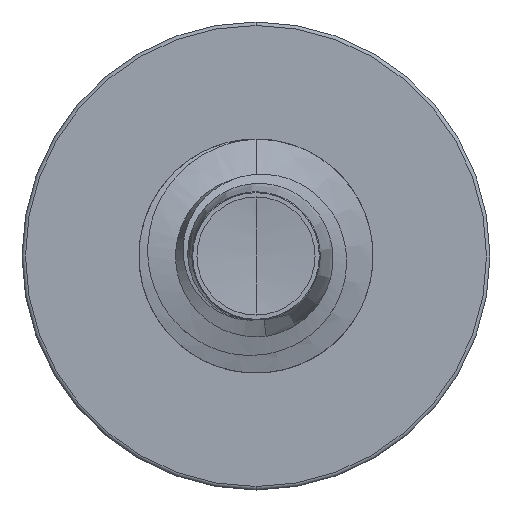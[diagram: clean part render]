
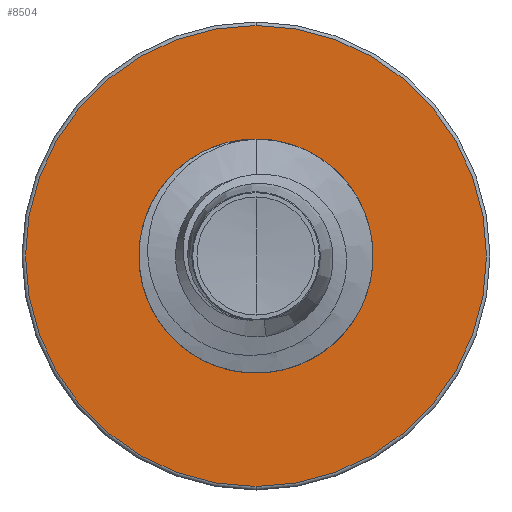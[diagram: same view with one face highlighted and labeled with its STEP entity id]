
A CAD part, front view. The second image highlights one B-rep face of the part: STEP entity #8504.
In plain terms, the highlighted planar face has unit normal (0, -1, 0).
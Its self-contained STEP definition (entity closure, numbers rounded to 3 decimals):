
#844 = CARTESIAN_POINT ( 'NONE',  ( 0., 8., -1.722 ) ) ;
#1554 = AXIS2_PLACEMENT_3D ( 'NONE', #2095, #2077, #2058 ) ;
#1597 = CARTESIAN_POINT ( 'NONE',  ( 0., 8., -3.447 ) ) ;
#1728 = ORIENTED_EDGE ( 'NONE', *, *, #9037, .T. ) ;
#1864 = AXIS2_PLACEMENT_3D ( 'NONE', #4405, #4385, #4378 ) ;
#2058 = DIRECTION ( 'NONE',  ( 0., 0., 1. ) ) ;
#2077 = DIRECTION ( 'NONE',  ( 0., 1., 0. ) ) ;
#2095 = CARTESIAN_POINT ( 'NONE',  ( 0., 8., 0. ) ) ;
#3125 = EDGE_LOOP ( 'NONE', ( #8368, #10823 ) ) ;
#3868 = CARTESIAN_POINT ( 'NONE',  ( 0., 8., 1.722 ) ) ;
#4378 = DIRECTION ( 'NONE',  ( 0., 0., 1. ) ) ;
#4385 = DIRECTION ( 'NONE',  ( 0., 1., 0. ) ) ;
#4405 = CARTESIAN_POINT ( 'NONE',  ( 0., 8., 0. ) ) ;
#4809 = CIRCLE ( 'NONE', #5327, 3.448 ) ;
#5116 = DIRECTION ( 'NONE',  ( 0., 0., 1. ) ) ;
#5149 = DIRECTION ( 'NONE',  ( 0., 1., 0. ) ) ;
#5173 = CARTESIAN_POINT ( 'NONE',  ( 0., 8., -1.722 ) ) ;
#5226 = PLANE ( 'NONE',  #7296 ) ;
#5327 = AXIS2_PLACEMENT_3D ( 'NONE', #7210, #7169, #7098 ) ;
#5892 = CARTESIAN_POINT ( 'NONE',  ( 0., 8., 3.448 ) ) ;
#6292 = DIRECTION ( 'NONE',  ( 0., 0., 1. ) ) ;
#6328 = DIRECTION ( 'NONE',  ( 0., 1., 0. ) ) ;
#6337 = CARTESIAN_POINT ( 'NONE',  ( 0., 8., 0. ) ) ;
#6376 = FACE_BOUND ( 'NONE', #12253, .T. ) ;
#7089 = AXIS2_PLACEMENT_3D ( 'NONE', #6337, #6328, #6292 ) ;
#7098 = DIRECTION ( 'NONE',  ( 0., 0., 1. ) ) ;
#7169 = DIRECTION ( 'NONE',  ( 0., 1., 0. ) ) ;
#7210 = CARTESIAN_POINT ( 'NONE',  ( 0., 8., 0. ) ) ;
#7296 = AXIS2_PLACEMENT_3D ( 'NONE', #5173, #5149, #5116 ) ;
#8368 = ORIENTED_EDGE ( 'NONE', *, *, #12013, .F. ) ;
#8504 = ADVANCED_FACE ( 'NONE', ( #11105, #6376 ), #5226, .F. ) ;
#9037 = EDGE_CURVE ( 'NONE', #12680, #13028, #10871, .T. ) ;
#10823 = ORIENTED_EDGE ( 'NONE', *, *, #12249, .F. ) ;
#10871 = CIRCLE ( 'NONE', #7089, 1.722 ) ;
#11105 = FACE_OUTER_BOUND ( 'NONE', #3125, .T. ) ;
#12013 = EDGE_CURVE ( 'NONE', #12975, #13106, #4809, .T. ) ;
#12092 = EDGE_CURVE ( 'NONE', #13028, #12680, #13449, .T. ) ;
#12249 = EDGE_CURVE ( 'NONE', #13106, #12975, #12620, .T. ) ;
#12253 = EDGE_LOOP ( 'NONE', ( #12700, #1728 ) ) ;
#12620 = CIRCLE ( 'NONE', #1864, 3.448 ) ;
#12680 = VERTEX_POINT ( 'NONE', #844 ) ;
#12700 = ORIENTED_EDGE ( 'NONE', *, *, #12092, .T. ) ;
#12975 = VERTEX_POINT ( 'NONE', #5892 ) ;
#13028 = VERTEX_POINT ( 'NONE', #3868 ) ;
#13106 = VERTEX_POINT ( 'NONE', #1597 ) ;
#13449 = CIRCLE ( 'NONE', #1554, 1.722 ) ;
